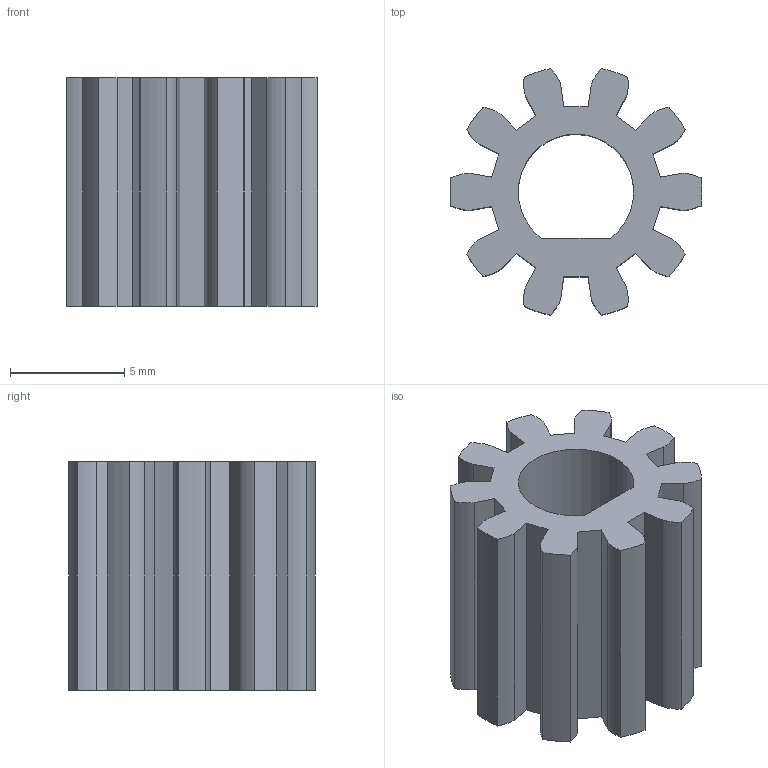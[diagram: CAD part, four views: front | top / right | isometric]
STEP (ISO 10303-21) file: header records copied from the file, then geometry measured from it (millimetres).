
FILE_DESCRIPTION (( 'STEP AP214' ), '1' );
FILE_NAME ('Gear_Stepper_0.5.STEP', '2024-09-08T13:31:49', ( '' ), ( '' ), 'SwSTEP 2.0', 'SolidWorks 2024', '' );
FILE_SCHEMA (( 'AUTOMOTIVE_DESIGN' ));
Length unit declared in the file: millimetre
Products named in the file (1): Gear_Stepper_0.5
Bounding box: 11 x 10.77 x 10 mm (x, y, z)
Volume: 507 mm3; surface area: 848.6 mm2
Topology: 1 solids, 1 shells, 67 faces, 195 edges, 130 vertices
Faces by surface type: bspline 47, cylinder 14, plane 6
Entity records: 3410 total; most frequent: CARTESIAN_POINT 1908, ORIENTED_EDGE 390, EDGE_CURVE 195, DIRECTION 171, VERTEX_POINT 130, B_SPLINE_CURVE_WITH_KNOTS 94, LINE 73, VECTOR 73
